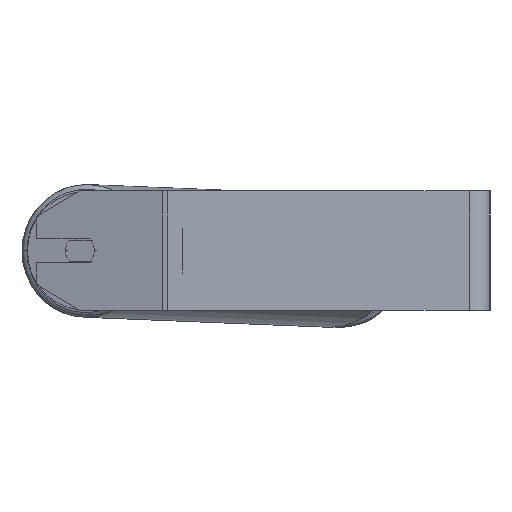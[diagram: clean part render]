
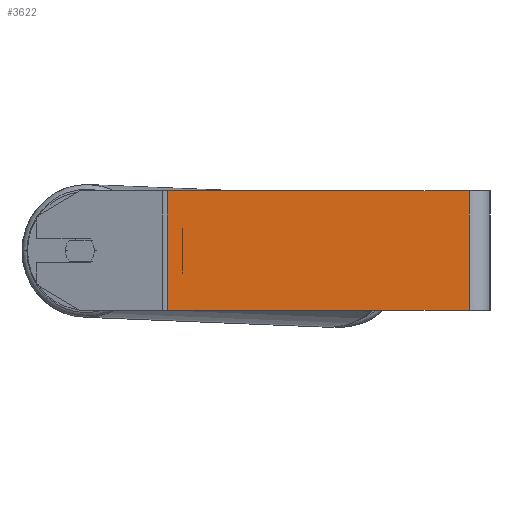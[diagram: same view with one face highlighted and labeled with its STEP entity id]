
A CAD part, left-side view. The second image highlights one B-rep face of the part: STEP entity #3622.
In plain terms, the highlighted planar face has unit normal (-1, 0, 0).
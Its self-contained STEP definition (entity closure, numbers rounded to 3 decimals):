
#496 = VECTOR ( 'NONE', #1264, 1000. ) ;
#729 = EDGE_CURVE ( 'NONE', #1602, #5659, #4894, .T. ) ;
#1149 = DIRECTION ( 'NONE',  ( 0., 0., -1. ) ) ;
#1264 = DIRECTION ( 'NONE',  ( 0., 0., -1. ) ) ;
#1591 = ORIENTED_EDGE ( 'NONE', *, *, #8552, .F. ) ;
#1602 = VERTEX_POINT ( 'NONE', #8293 ) ;
#1793 = VECTOR ( 'NONE', #5468, 1000. ) ;
#1856 = ORIENTED_EDGE ( 'NONE', *, *, #6528, .T. ) ;
#1934 = DIRECTION ( 'NONE',  ( 0., -1., 0. ) ) ;
#2041 = CARTESIAN_POINT ( 'NONE',  ( -1000., 217.872, -40. ) ) ;
#2299 = EDGE_LOOP ( 'NONE', ( #1856, #5701, #1591, #3103 ) ) ;
#2462 = VERTEX_POINT ( 'NONE', #5307 ) ;
#2646 = CARTESIAN_POINT ( 'NONE',  ( -1000., 217.872, 40. ) ) ;
#2877 = CARTESIAN_POINT ( 'NONE',  ( -1000., 14., 40. ) ) ;
#3103 = ORIENTED_EDGE ( 'NONE', *, *, #8416, .T. ) ;
#3264 = FACE_OUTER_BOUND ( 'NONE', #2299, .T. ) ;
#3294 = CARTESIAN_POINT ( 'NONE',  ( -1000., 217.872, 40. ) ) ;
#3308 = DIRECTION ( 'NONE',  ( 1., 0., 0. ) ) ;
#3315 = DIRECTION ( 'NONE',  ( 0., -1., 0. ) ) ;
#3622 = ADVANCED_FACE ( 'NONE', ( #3264 ), #8706, .F. ) ;
#4681 = AXIS2_PLACEMENT_3D ( 'NONE', #2646, #3308, #1149 ) ;
#4894 = LINE ( 'NONE', #2877, #1793 ) ;
#5156 = VECTOR ( 'NONE', #3315, 1000. ) ;
#5307 = CARTESIAN_POINT ( 'NONE',  ( -1000., 216.029, 40. ) ) ;
#5457 = VECTOR ( 'NONE', #1934, 1000. ) ;
#5468 = DIRECTION ( 'NONE',  ( 0., 0., -1. ) ) ;
#5526 = CARTESIAN_POINT ( 'NONE',  ( -1000., 14., -40. ) ) ;
#5659 = VERTEX_POINT ( 'NONE', #5526 ) ;
#5701 = ORIENTED_EDGE ( 'NONE', *, *, #729, .F. ) ;
#5903 = CARTESIAN_POINT ( 'NONE',  ( -1000., 216.029, -40. ) ) ;
#6528 = EDGE_CURVE ( 'NONE', #7549, #5659, #8089, .T. ) ;
#6709 = CARTESIAN_POINT ( 'NONE',  ( -1000., 216.029, 40. ) ) ;
#7321 = LINE ( 'NONE', #3294, #5457 ) ;
#7549 = VERTEX_POINT ( 'NONE', #5903 ) ;
#8089 = LINE ( 'NONE', #2041, #5156 ) ;
#8293 = CARTESIAN_POINT ( 'NONE',  ( -1000., 14., 40. ) ) ;
#8416 = EDGE_CURVE ( 'NONE', #2462, #7549, #8601, .T. ) ;
#8552 = EDGE_CURVE ( 'NONE', #2462, #1602, #7321, .T. ) ;
#8601 = LINE ( 'NONE', #6709, #496 ) ;
#8706 = PLANE ( 'NONE',  #4681 ) ;
